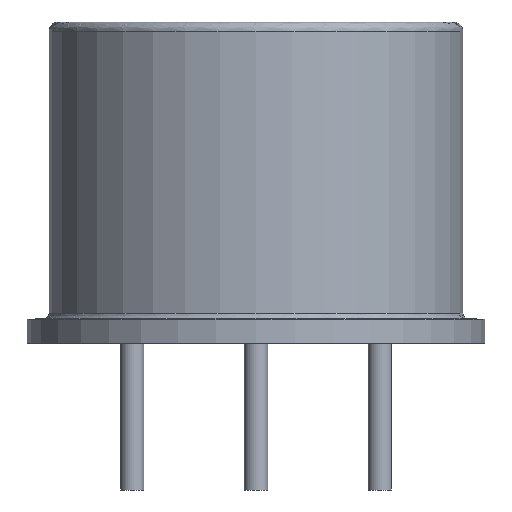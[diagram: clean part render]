
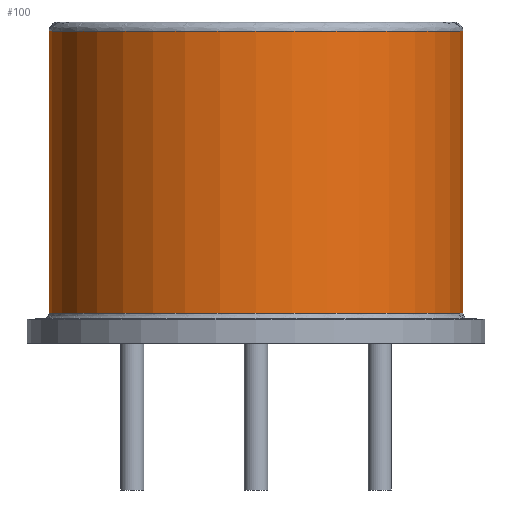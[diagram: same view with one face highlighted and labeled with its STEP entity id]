
A CAD part, front view. The second image highlights one B-rep face of the part: STEP entity #100.
In plain terms, the highlighted cylindrical face has radius 4.25 mm (diameter 8.5 mm), a full revolution.
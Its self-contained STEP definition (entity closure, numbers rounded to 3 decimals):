
#51 = VERTEX_POINT('',#52);
#52 = CARTESIAN_POINT('',(-1.71,0.,6.405));
#59 = EDGE_CURVE('',#51,#51,#60,.T.);
#60 = CIRCLE('',#61,4.25);
#61 = AXIS2_PLACEMENT_3D('',#62,#63,#64);
#62 = CARTESIAN_POINT('',(2.54,0.,6.405));
#63 = DIRECTION('',(0.,0.,1.));
#64 = DIRECTION('',(-1.,0.,0.));
#100 = ADVANCED_FACE('',(#101),#120,.T.);
#101 = FACE_BOUND('',#102,.T.);
#102 = EDGE_LOOP('',(#103,#112,#118,#119));
#103 = ORIENTED_EDGE('',*,*,#104,.T.);
#104 = EDGE_CURVE('',#105,#105,#107,.T.);
#105 = VERTEX_POINT('',#106);
#106 = CARTESIAN_POINT('',(-1.71,0.,0.619));
#107 = CIRCLE('',#108,4.25);
#108 = AXIS2_PLACEMENT_3D('',#109,#110,#111);
#109 = CARTESIAN_POINT('',(2.54,0.,0.619));
#110 = DIRECTION('',(0.,0.,1.));
#111 = DIRECTION('',(-1.,0.,0.));
#112 = ORIENTED_EDGE('',*,*,#113,.T.);
#113 = EDGE_CURVE('',#105,#51,#114,.T.);
#114 = LINE('',#115,#116);
#115 = CARTESIAN_POINT('',(-1.71,0.,0.619));
#116 = VECTOR('',#117,1.);
#117 = DIRECTION('',(0.,0.,1.));
#118 = ORIENTED_EDGE('',*,*,#59,.F.);
#119 = ORIENTED_EDGE('',*,*,#113,.F.);
#120 = CYLINDRICAL_SURFACE('',#121,4.25);
#121 = AXIS2_PLACEMENT_3D('',#122,#123,#124);
#122 = CARTESIAN_POINT('',(2.54,0.,0.619));
#123 = DIRECTION('',(0.,0.,1.));
#124 = DIRECTION('',(-1.,0.,0.));
